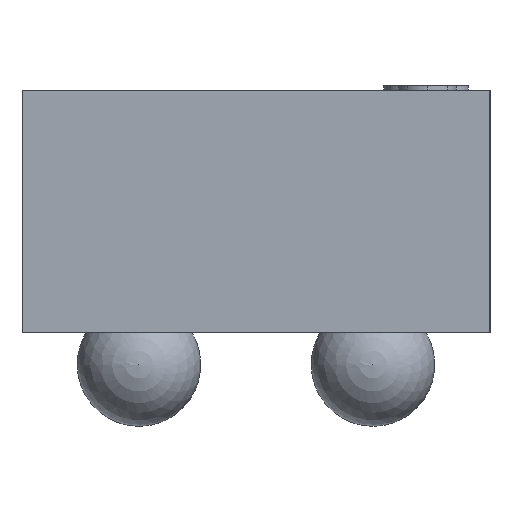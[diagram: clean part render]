
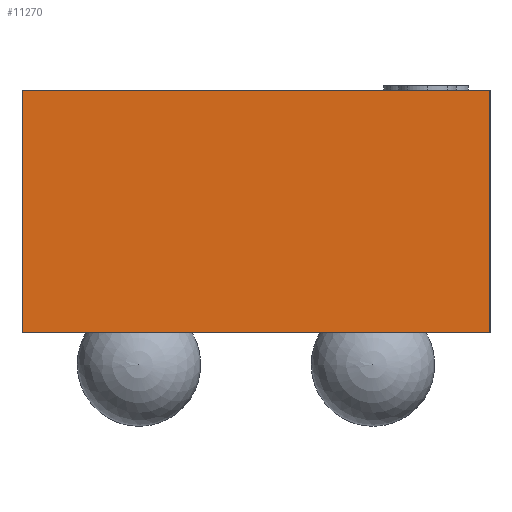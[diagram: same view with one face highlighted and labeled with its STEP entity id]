
A CAD part, left-side view. The second image highlights one B-rep face of the part: STEP entity #11270.
In plain terms, the highlighted planar face has unit normal (-1, 0, 0).
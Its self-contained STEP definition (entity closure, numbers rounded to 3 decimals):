
#128 = CARTESIAN_POINT ( 'NONE',  ( -0.75, 0.5, 0. ) ) ;
#160 = DIRECTION ( 'NONE',  ( 0., 1., 0. ) ) ;
#290 = DIRECTION ( 'NONE',  ( 1., 0., 0. ) ) ;
#933 = EDGE_CURVE ( 'NONE', #4795, #10807, #7360, .T. ) ;
#980 = DIRECTION ( 'NONE',  ( 0., 0., -1. ) ) ;
#1334 = ORIENTED_EDGE ( 'NONE', *, *, #3356, .F. ) ;
#1412 = ORIENTED_EDGE ( 'NONE', *, *, #933, .T. ) ;
#1440 = AXIS2_PLACEMENT_3D ( 'NONE', #2830, #290, #160 ) ;
#1571 = VECTOR ( 'NONE', #4557, 1000. ) ;
#1877 = DIRECTION ( 'NONE',  ( 0., -1., 0. ) ) ;
#2599 = CARTESIAN_POINT ( 'NONE',  ( -0.75, 0.5, 0.518 ) ) ;
#2719 = DIRECTION ( 'NONE',  ( 0., -1., 0. ) ) ;
#2830 = CARTESIAN_POINT ( 'NONE',  ( -0.75, 0.5, 0.518 ) ) ;
#2885 = PLANE ( 'NONE',  #1440 ) ;
#3010 = ORIENTED_EDGE ( 'NONE', *, *, #5656, .T. ) ;
#3356 = EDGE_CURVE ( 'NONE', #3881, #10807, #10922, .T. ) ;
#3881 = VERTEX_POINT ( 'NONE', #11315 ) ;
#4557 = DIRECTION ( 'NONE',  ( 0., 0., -1. ) ) ;
#4657 = CARTESIAN_POINT ( 'NONE',  ( -0.75, 0.5, 0.518 ) ) ;
#4767 = FACE_OUTER_BOUND ( 'NONE', #8756, .T. ) ;
#4774 = VECTOR ( 'NONE', #1877, 1000. ) ;
#4795 = VERTEX_POINT ( 'NONE', #8976 ) ;
#5656 = EDGE_CURVE ( 'NONE', #7917, #4795, #7349, .T. ) ;
#6315 = LINE ( 'NONE', #2599, #10312 ) ;
#6626 = EDGE_CURVE ( 'NONE', #7917, #3881, #6315, .T. ) ;
#6875 = CARTESIAN_POINT ( 'NONE',  ( -0.75, -0.5, 0. ) ) ;
#7349 = LINE ( 'NONE', #11702, #8385 ) ;
#7360 = LINE ( 'NONE', #128, #4774 ) ;
#7917 = VERTEX_POINT ( 'NONE', #4657 ) ;
#7999 = ORIENTED_EDGE ( 'NONE', *, *, #6626, .F. ) ;
#8385 = VECTOR ( 'NONE', #980, 1000. ) ;
#8756 = EDGE_LOOP ( 'NONE', ( #1412, #1334, #7999, #3010 ) ) ;
#8976 = CARTESIAN_POINT ( 'NONE',  ( -0.75, 0.5, 0. ) ) ;
#10120 = CARTESIAN_POINT ( 'NONE',  ( -0.75, -0.5, 0.518 ) ) ;
#10312 = VECTOR ( 'NONE', #2719, 1000. ) ;
#10807 = VERTEX_POINT ( 'NONE', #6875 ) ;
#10922 = LINE ( 'NONE', #10120, #1571 ) ;
#11270 = ADVANCED_FACE ( 'NONE', ( #4767 ), #2885, .F. ) ;
#11315 = CARTESIAN_POINT ( 'NONE',  ( -0.75, -0.5, 0.518 ) ) ;
#11702 = CARTESIAN_POINT ( 'NONE',  ( -0.75, 0.5, 0.518 ) ) ;
